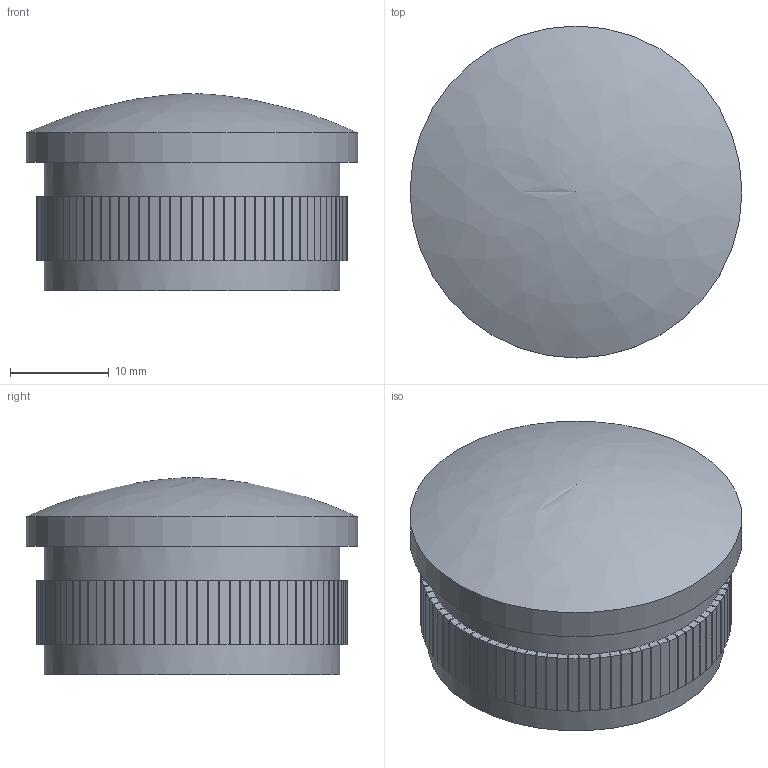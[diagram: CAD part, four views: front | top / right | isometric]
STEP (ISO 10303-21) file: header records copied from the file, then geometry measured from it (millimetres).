
FILE_DESCRIPTION(('STEP AP214'),'1');
FILE_NAME('1801_Cosch_Edelstahltechnik.stp','2018-09-29T10:54:30',(' '),(' '),'Spatial InterOp 3D',' ',' ');
FILE_SCHEMA(('AUTOMOTIVE_DESIGN { 1 0 10303 214 1 1 1 1 }'));
Length unit declared in the file: metre
Products named in the file (1): 1538217414
Bounding box: 33.7 x 33.7 x 20 mm (x, y, z)
Volume: 5007.2 mm3; surface area: 5720.2 mm2
Topology: 1 solids, 1 shells, 457 faces, 1096 edges, 730 vertices
Faces by surface type: plane 452, cylinder 3, bspline 2
Full cylindrical faces by diameter (mm): 26 x1, 30 x1, 33.7 x1
Entity records: 16821 total; most frequent: CARTESIAN_POINT 2326, DIRECTION 2184, ORIENTED_EDGE 2172, EDGE_CURVE 1086, LINE 900, VECTOR 900, VERTEX_POINT 728, AXIS2_PLACEMENT_3D 642
